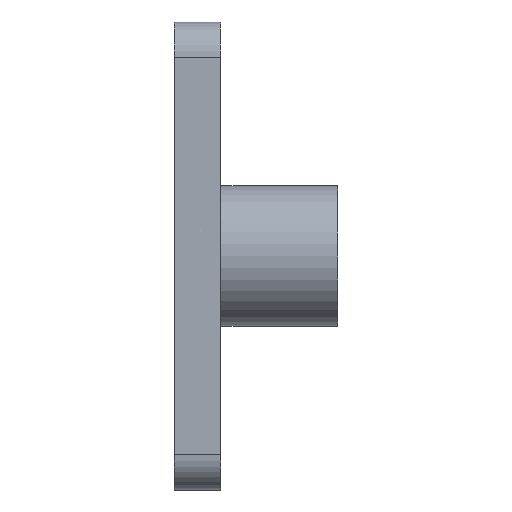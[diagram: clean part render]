
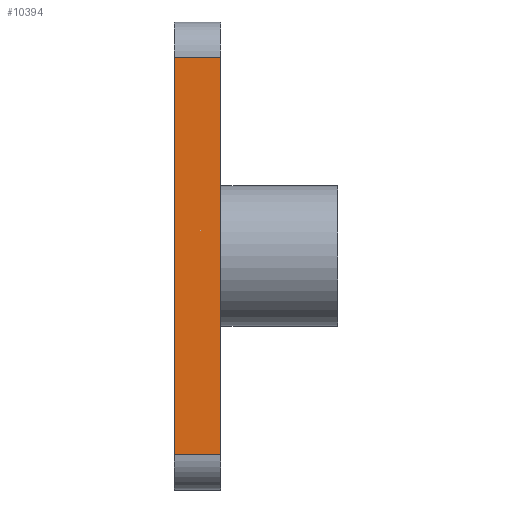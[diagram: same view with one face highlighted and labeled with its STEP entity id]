
A CAD part, left-side view. The second image highlights one B-rep face of the part: STEP entity #10394.
In plain terms, the highlighted planar face has unit normal (-1, 0, 0).
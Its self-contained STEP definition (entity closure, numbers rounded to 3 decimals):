
#896 = VERTEX_POINT ( 'NONE', #7339 ) ;
#1117 = VECTOR ( 'NONE', #8677, 1000. ) ;
#2478 = CARTESIAN_POINT ( 'NONE',  ( -20., 0., -17. ) ) ;
#2945 = VECTOR ( 'NONE', #3133, 1000. ) ;
#3133 = DIRECTION ( 'NONE',  ( 0., -1., 0. ) ) ;
#4187 = EDGE_CURVE ( 'NONE', #4362, #6460, #4329, .T. ) ;
#4329 = LINE ( 'NONE', #5697, #1117 ) ;
#4362 = VERTEX_POINT ( 'NONE', #7654 ) ;
#4407 = EDGE_CURVE ( 'NONE', #4362, #4619, #6829, .T. ) ;
#4496 = FACE_OUTER_BOUND ( 'NONE', #10662, .T. ) ;
#4619 = VERTEX_POINT ( 'NONE', #2478 ) ;
#4708 = CARTESIAN_POINT ( 'NONE',  ( -20., 0., -20. ) ) ;
#4841 = DIRECTION ( 'NONE',  ( 0., 0., 1. ) ) ;
#4897 = VECTOR ( 'NONE', #12472, 1000. ) ;
#5131 = ORIENTED_EDGE ( 'NONE', *, *, #15718, .T. ) ;
#5697 = CARTESIAN_POINT ( 'NONE',  ( -20., 4., -20. ) ) ;
#5711 = ORIENTED_EDGE ( 'NONE', *, *, #4407, .T. ) ;
#6460 = VERTEX_POINT ( 'NONE', #11360 ) ;
#6725 = ORIENTED_EDGE ( 'NONE', *, *, #10443, .T. ) ;
#6829 = LINE ( 'NONE', #16108, #2945 ) ;
#7339 = CARTESIAN_POINT ( 'NONE',  ( -20., 0., 17. ) ) ;
#7654 = CARTESIAN_POINT ( 'NONE',  ( -20., 4., -17. ) ) ;
#8609 = PLANE ( 'NONE',  #10482 ) ;
#8677 = DIRECTION ( 'NONE',  ( 0., 0., 1. ) ) ;
#9359 = ORIENTED_EDGE ( 'NONE', *, *, #4187, .F. ) ;
#10394 = ADVANCED_FACE ( 'NONE', ( #4496 ), #8609, .F. ) ;
#10443 = EDGE_CURVE ( 'NONE', #4619, #896, #15787, .T. ) ;
#10482 = AXIS2_PLACEMENT_3D ( 'NONE', #17771, #13336, #15927 ) ;
#10662 = EDGE_LOOP ( 'NONE', ( #6725, #5131, #9359, #5711 ) ) ;
#11360 = CARTESIAN_POINT ( 'NONE',  ( -20., 4., 17. ) ) ;
#11947 = VECTOR ( 'NONE', #4841, 1000. ) ;
#12472 = DIRECTION ( 'NONE',  ( 0., 1., 0. ) ) ;
#12549 = LINE ( 'NONE', #15173, #4897 ) ;
#13336 = DIRECTION ( 'NONE',  ( 1., 0., 0. ) ) ;
#15173 = CARTESIAN_POINT ( 'NONE',  ( -20., 4., 17. ) ) ;
#15718 = EDGE_CURVE ( 'NONE', #896, #6460, #12549, .T. ) ;
#15787 = LINE ( 'NONE', #4708, #11947 ) ;
#15927 = DIRECTION ( 'NONE',  ( 0., 0., -1. ) ) ;
#16108 = CARTESIAN_POINT ( 'NONE',  ( -20., 4., -17. ) ) ;
#17771 = CARTESIAN_POINT ( 'NONE',  ( -20., 4., -20. ) ) ;
